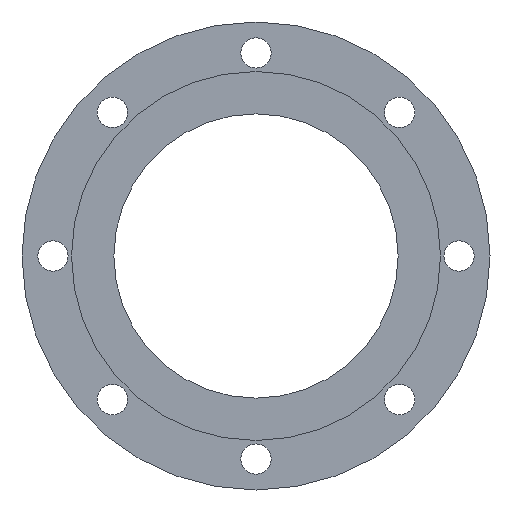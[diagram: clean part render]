
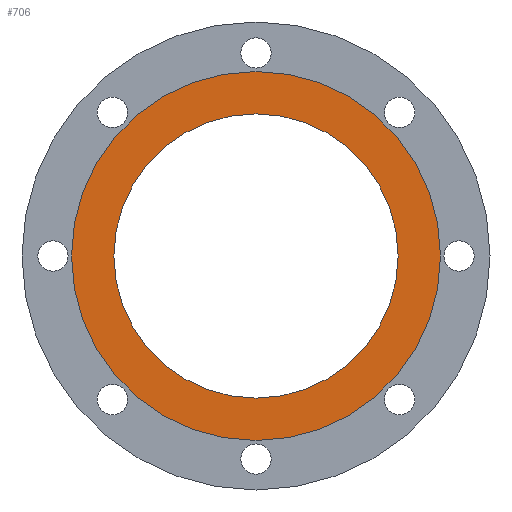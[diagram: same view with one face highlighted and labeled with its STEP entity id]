
A CAD part, front view. The second image highlights one B-rep face of the part: STEP entity #706.
In plain terms, the highlighted planar face has unit normal (0, -1, 0).
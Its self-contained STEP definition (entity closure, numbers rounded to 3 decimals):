
#65 = PLANE ( 'NONE',  #115 ) ;
#77 = CIRCLE ( 'NONE', #582, 134. ) ;
#102 = VERTEX_POINT ( 'NONE', #629 ) ;
#115 = AXIS2_PLACEMENT_3D ( 'NONE', #473, #729, #1062 ) ;
#118 = DIRECTION ( 'NONE',  ( 0., 1., 0. ) ) ;
#229 = EDGE_CURVE ( 'NONE', #737, #102, #77, .T. ) ;
#270 = DIRECTION ( 'NONE',  ( 0., 1., 0. ) ) ;
#290 = ORIENTED_EDGE ( 'NONE', *, *, #638, .T. ) ;
#390 = CARTESIAN_POINT ( 'NONE',  ( 0., 0., 134. ) ) ;
#402 = VERTEX_POINT ( 'NONE', #490 ) ;
#430 = EDGE_LOOP ( 'NONE', ( #290, #910 ) ) ;
#456 = CARTESIAN_POINT ( 'NONE',  ( 0., 0., 103.25 ) ) ;
#457 = CIRCLE ( 'NONE', #791, 103.25 ) ;
#466 = AXIS2_PLACEMENT_3D ( 'NONE', #971, #270, #615 ) ;
#471 = VERTEX_POINT ( 'NONE', #456 ) ;
#473 = CARTESIAN_POINT ( 'NONE',  ( 0., 0., 103.25 ) ) ;
#488 = DIRECTION ( 'NONE',  ( 0., 1., 0. ) ) ;
#490 = CARTESIAN_POINT ( 'NONE',  ( 0., 0., -103.25 ) ) ;
#537 = ORIENTED_EDGE ( 'NONE', *, *, #229, .F. ) ;
#543 = ORIENTED_EDGE ( 'NONE', *, *, #938, .F. ) ;
#582 = AXIS2_PLACEMENT_3D ( 'NONE', #963, #118, #713 ) ;
#615 = DIRECTION ( 'NONE',  ( 0., 0., 1. ) ) ;
#629 = CARTESIAN_POINT ( 'NONE',  ( 0., 0., -134. ) ) ;
#638 = EDGE_CURVE ( 'NONE', #471, #402, #457, .T. ) ;
#668 = AXIS2_PLACEMENT_3D ( 'NONE', #874, #958, #1056 ) ;
#706 = ADVANCED_FACE ( 'NONE', ( #833, #1082 ), #65, .T. ) ;
#713 = DIRECTION ( 'NONE',  ( 0., 0., 1. ) ) ;
#720 = EDGE_LOOP ( 'NONE', ( #537, #543 ) ) ;
#729 = DIRECTION ( 'NONE',  ( 0., -1., 0. ) ) ;
#737 = VERTEX_POINT ( 'NONE', #390 ) ;
#781 = CIRCLE ( 'NONE', #466, 103.25 ) ;
#791 = AXIS2_PLACEMENT_3D ( 'NONE', #1070, #488, #829 ) ;
#824 = CIRCLE ( 'NONE', #668, 134. ) ;
#829 = DIRECTION ( 'NONE',  ( 0., 0., 1. ) ) ;
#833 = FACE_BOUND ( 'NONE', #430, .T. ) ;
#874 = CARTESIAN_POINT ( 'NONE',  ( 0., 0., 0. ) ) ;
#910 = ORIENTED_EDGE ( 'NONE', *, *, #940, .T. ) ;
#938 = EDGE_CURVE ( 'NONE', #102, #737, #824, .T. ) ;
#940 = EDGE_CURVE ( 'NONE', #402, #471, #781, .T. ) ;
#958 = DIRECTION ( 'NONE',  ( 0., 1., 0. ) ) ;
#963 = CARTESIAN_POINT ( 'NONE',  ( 0., 0., 0. ) ) ;
#971 = CARTESIAN_POINT ( 'NONE',  ( 0., 0., 0. ) ) ;
#1056 = DIRECTION ( 'NONE',  ( 0., 0., 1. ) ) ;
#1062 = DIRECTION ( 'NONE',  ( 0., 0., -1. ) ) ;
#1070 = CARTESIAN_POINT ( 'NONE',  ( 0., 0., 0. ) ) ;
#1082 = FACE_OUTER_BOUND ( 'NONE', #720, .T. ) ;
